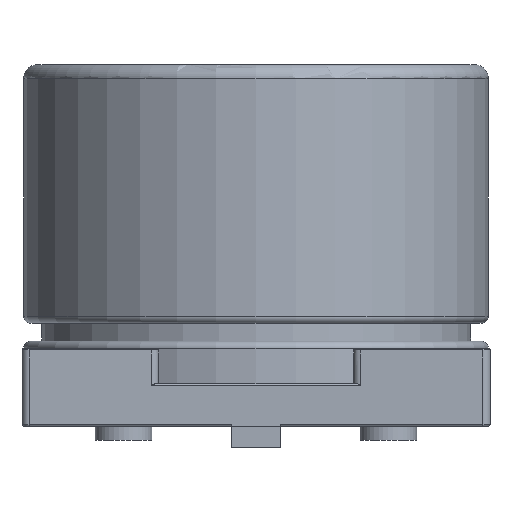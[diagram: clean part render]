
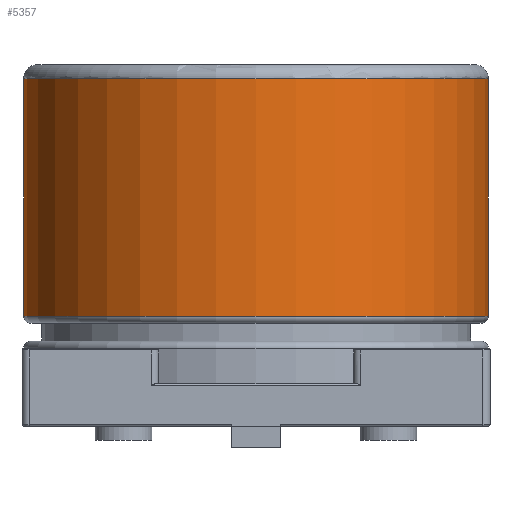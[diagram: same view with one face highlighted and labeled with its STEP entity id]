
A CAD part, left-side view. The second image highlights one B-rep face of the part: STEP entity #5357.
In plain terms, the highlighted cylindrical face has radius 3.275 mm (diameter 6.55 mm), a full revolution.
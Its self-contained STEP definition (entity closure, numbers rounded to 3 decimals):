
#936=LINE('',#10814,#1293);
#1293=VECTOR('',#6593,3.275);
#1343=CYLINDRICAL_SURFACE('',#5657,3.275);
#1639=FACE_OUTER_BOUND('',#1950,.T.);
#1950=EDGE_LOOP('',(#5006,#5007,#5008,#5009,#5010,#5011));
#2088=CIRCLE('',#5654,3.275);
#2089=CIRCLE('',#5655,3.275);
#2091=CIRCLE('',#5658,3.275);
#2092=CIRCLE('',#5659,3.275);
#2613=VERTEX_POINT('',#10804);
#2614=VERTEX_POINT('',#10805);
#2615=VERTEX_POINT('',#10810);
#2616=VERTEX_POINT('',#10811);
#3416=EDGE_CURVE('',#2613,#2614,#2088,.T.);
#3417=EDGE_CURVE('',#2614,#2613,#2089,.T.);
#3419=EDGE_CURVE('',#2615,#2616,#2091,.T.);
#3420=EDGE_CURVE('',#2616,#2615,#2092,.T.);
#3421=EDGE_CURVE('',#2616,#2614,#936,.T.);
#5006=ORIENTED_EDGE('',*,*,#3419,.F.);
#5007=ORIENTED_EDGE('',*,*,#3420,.F.);
#5008=ORIENTED_EDGE('',*,*,#3421,.T.);
#5009=ORIENTED_EDGE('',*,*,#3417,.T.);
#5010=ORIENTED_EDGE('',*,*,#3416,.T.);
#5011=ORIENTED_EDGE('',*,*,#3421,.F.);
#5357=ADVANCED_FACE('',(#1639),#1343,.T.);
#5654=AXIS2_PLACEMENT_3D('',#10806,#6581,#6582);
#5655=AXIS2_PLACEMENT_3D('',#10807,#6583,#6584);
#5657=AXIS2_PLACEMENT_3D('',#10809,#6587,#6588);
#5658=AXIS2_PLACEMENT_3D('',#10812,#6589,#6590);
#5659=AXIS2_PLACEMENT_3D('',#10813,#6591,#6592);
#6581=DIRECTION('center_axis',(0.,0.,1.));
#6582=DIRECTION('ref_axis',(1.,0.,0.));
#6583=DIRECTION('center_axis',(0.,0.,1.));
#6584=DIRECTION('ref_axis',(1.,0.,0.));
#6587=DIRECTION('center_axis',(0.,0.,1.));
#6588=DIRECTION('ref_axis',(1.,0.,0.));
#6589=DIRECTION('center_axis',(0.,0.,1.));
#6590=DIRECTION('ref_axis',(1.,0.,0.));
#6591=DIRECTION('center_axis',(0.,0.,1.));
#6592=DIRECTION('ref_axis',(1.,0.,0.));
#6593=DIRECTION('',(0.,0.,-1.));
#10804=CARTESIAN_POINT('',(3.275,0.,1.85));
#10805=CARTESIAN_POINT('',(-3.275,0.,1.85));
#10806=CARTESIAN_POINT('Origin',(0.,0.,1.85));
#10807=CARTESIAN_POINT('Origin',(0.,0.,1.85));
#10809=CARTESIAN_POINT('Origin',(0.,0.,3.525));
#10810=CARTESIAN_POINT('',(3.275,0.,5.2));
#10811=CARTESIAN_POINT('',(-3.275,0.,5.2));
#10812=CARTESIAN_POINT('Origin',(0.,0.,5.2));
#10813=CARTESIAN_POINT('Origin',(0.,0.,5.2));
#10814=CARTESIAN_POINT('',(-3.275,0.,3.525));
